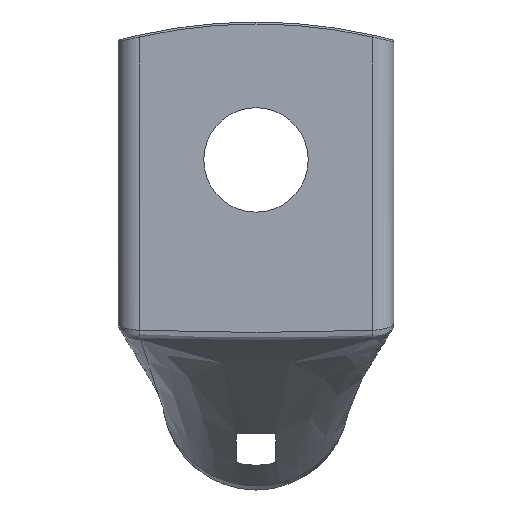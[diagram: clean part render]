
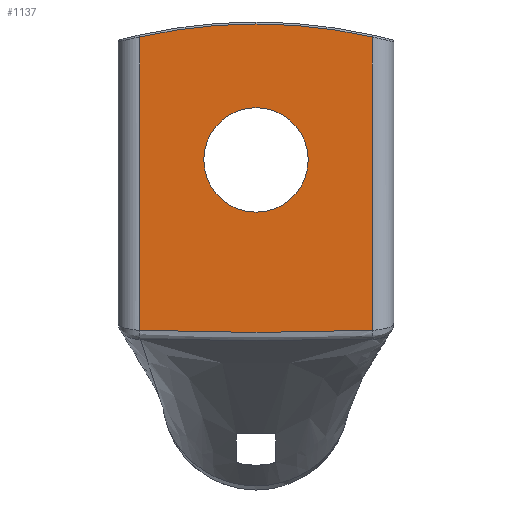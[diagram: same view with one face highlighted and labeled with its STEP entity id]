
A CAD part, front view. The second image highlights one B-rep face of the part: STEP entity #1137.
In plain terms, the highlighted planar face has unit normal (0, -1, 0).
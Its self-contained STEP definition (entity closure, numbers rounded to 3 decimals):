
#73 = CARTESIAN_POINT ( 'NONE',  ( -5.9, 0., -8.644 ) ) ;
#108 = DIRECTION ( 'NONE',  ( 0., -1., 0. ) ) ;
#114 = CARTESIAN_POINT ( 'NONE',  ( -5.839, 0., -8.65 ) ) ;
#164 = CARTESIAN_POINT ( 'NONE',  ( 5.9, 0., 6.24 ) ) ;
#194 = FACE_BOUND ( 'NONE', #2427, .T. ) ;
#247 = DIRECTION ( 'NONE',  ( 0., 1., 0. ) ) ;
#319 = ORIENTED_EDGE ( 'NONE', *, *, #362, .T. ) ;
#362 = EDGE_CURVE ( 'NONE', #1934, #3526, #2711, .T. ) ;
#395 = CARTESIAN_POINT ( 'NONE',  ( 3.934, 0., -8.707 ) ) ;
#415 = CARTESIAN_POINT ( 'NONE',  ( 5.286, 0., -8.667 ) ) ;
#471 = PLANE ( 'NONE',  #1352 ) ;
#481 = CARTESIAN_POINT ( 'NONE',  ( 0., 0., 0. ) ) ;
#509 = CARTESIAN_POINT ( 'NONE',  ( 0., 0., -19.809 ) ) ;
#574 = EDGE_CURVE ( 'NONE', #2509, #1734, #904, .T. ) ;
#592 = AXIS2_PLACEMENT_3D ( 'NONE', #2754, #108, #3352 ) ;
#604 = ORIENTED_EDGE ( 'NONE', *, *, #2393, .T. ) ;
#703 = CARTESIAN_POINT ( 'NONE',  ( -4.671, 0., -8.687 ) ) ;
#850 = VECTOR ( 'NONE', #3416, 1000. ) ;
#874 = CARTESIAN_POINT ( 'NONE',  ( 0., 0., 0. ) ) ;
#904 = CIRCLE ( 'NONE', #592, 26.709 ) ;
#937 = CARTESIAN_POINT ( 'NONE',  ( 5.777, 0., -8.65 ) ) ;
#977 = CARTESIAN_POINT ( 'NONE',  ( 5.839, 0., -8.65 ) ) ;
#997 = CARTESIAN_POINT ( 'NONE',  ( 5.9, 0., -8.644 ) ) ;
#1001 = CARTESIAN_POINT ( 'NONE',  ( 5.9, 0., -19.809 ) ) ;
#1015 = CARTESIAN_POINT ( 'NONE',  ( -3.442, 0., -8.719 ) ) ;
#1137 = ADVANCED_FACE ( 'NONE', ( #1336, #194 ), #471, .F. ) ;
#1217 = CARTESIAN_POINT ( 'NONE',  ( 4.917, 0., -8.679 ) ) ;
#1234 = CARTESIAN_POINT ( 'NONE',  ( -1.967, 0., -8.746 ) ) ;
#1276 = CARTESIAN_POINT ( 'NONE',  ( -0.984, 0., -8.755 ) ) ;
#1336 = FACE_OUTER_BOUND ( 'NONE', #1784, .T. ) ;
#1352 = AXIS2_PLACEMENT_3D ( 'NONE', #509, #2493, #1680 ) ;
#1354 = VERTEX_POINT ( 'NONE', #2319 ) ;
#1368 = DIRECTION ( 'NONE',  ( 0., 0., 1. ) ) ;
#1397 = VECTOR ( 'NONE', #2652, 1000. ) ;
#1493 = CARTESIAN_POINT ( 'NONE',  ( -5.9, 0., -19.809 ) ) ;
#1520 = ORIENTED_EDGE ( 'NONE', *, *, #2903, .T. ) ;
#1560 = CARTESIAN_POINT ( 'NONE',  ( 5.47, 0., -8.661 ) ) ;
#1573 = CIRCLE ( 'NONE', #2418, 2.65 ) ;
#1680 = DIRECTION ( 'NONE',  ( 0., 0., 1. ) ) ;
#1734 = VERTEX_POINT ( 'NONE', #3715 ) ;
#1767 = CARTESIAN_POINT ( 'NONE',  ( 0., 0., 2.65 ) ) ;
#1778 = LINE ( 'NONE', #1493, #1397 ) ;
#1784 = EDGE_LOOP ( 'NONE', ( #604, #319, #1520, #2978, #1835 ) ) ;
#1787 = CARTESIAN_POINT ( 'NONE',  ( -5.47, 0., -8.661 ) ) ;
#1808 = CIRCLE ( 'NONE', #2301, 26.709 ) ;
#1835 = ORIENTED_EDGE ( 'NONE', *, *, #2888, .T. ) ;
#1858 = CARTESIAN_POINT ( 'NONE',  ( -5.04, 0., -8.675 ) ) ;
#1908 = VERTEX_POINT ( 'NONE', #1767 ) ;
#1934 = VERTEX_POINT ( 'NONE', #2430 ) ;
#1946 = DIRECTION ( 'NONE',  ( 0., 0., 1. ) ) ;
#1974 = DIRECTION ( 'NONE',  ( 0., -1., 0. ) ) ;
#2052 = ORIENTED_EDGE ( 'NONE', *, *, #3563, .T. ) ;
#2055 = AXIS2_PLACEMENT_3D ( 'NONE', #874, #247, #1368 ) ;
#2174 = CIRCLE ( 'NONE', #2055, 2.65 ) ;
#2299 = ORIENTED_EDGE ( 'NONE', *, *, #3283, .T. ) ;
#2301 = AXIS2_PLACEMENT_3D ( 'NONE', #3587, #1974, #3127 ) ;
#2319 = CARTESIAN_POINT ( 'NONE',  ( -5.9, 0., 6.24 ) ) ;
#2369 = VERTEX_POINT ( 'NONE', #3229 ) ;
#2393 = EDGE_CURVE ( 'NONE', #1354, #1934, #1778, .T. ) ;
#2411 = CARTESIAN_POINT ( 'NONE',  ( -3.934, 0., -8.707 ) ) ;
#2418 = AXIS2_PLACEMENT_3D ( 'NONE', #481, #3388, #1946 ) ;
#2427 = EDGE_LOOP ( 'NONE', ( #2052, #2299 ) ) ;
#2430 = CARTESIAN_POINT ( 'NONE',  ( -5.9, 0., -8.644 ) ) ;
#2433 = CARTESIAN_POINT ( 'NONE',  ( -5.654, 0., -8.655 ) ) ;
#2493 = DIRECTION ( 'NONE',  ( 0., 1., 0. ) ) ;
#2509 = VERTEX_POINT ( 'NONE', #164 ) ;
#2652 = DIRECTION ( 'NONE',  ( 0., 0., -1. ) ) ;
#2711 = B_SPLINE_CURVE_WITH_KNOTS ( 'NONE', 3,
 ( #73, #114, #3528, #2433, #1787, #1858, #703, #2411, #1015, #1234, #1276, #2999, #3562, #3583, #395, #3277, #1217, #415, #1560, #3258, #937, #977, #997 ),
 .UNSPECIFIED., .F., .F.,
 ( 4, 2, 1, 1, 2, 2, 2, 2, 2, 2, 1, 2, 4 ),
 ( 0., 0., 0., 0.001, 0.001, 0.003, 0.006, 0.009, 0.01, 0.011, 0.011, 0.012, 0.012 ),
 .UNSPECIFIED. ) ;
#2754 = CARTESIAN_POINT ( 'NONE',  ( 0., 0., -19.809 ) ) ;
#2888 = EDGE_CURVE ( 'NONE', #1734, #1354, #1808, .T. ) ;
#2903 = EDGE_CURVE ( 'NONE', #3526, #2509, #3093, .T. ) ;
#2978 = ORIENTED_EDGE ( 'NONE', *, *, #574, .T. ) ;
#2999 = CARTESIAN_POINT ( 'NONE',  ( 0.984, 0., -8.755 ) ) ;
#3000 = CARTESIAN_POINT ( 'NONE',  ( 5.9, 0., -8.644 ) ) ;
#3093 = LINE ( 'NONE', #1001, #850 ) ;
#3127 = DIRECTION ( 'NONE',  ( 0., 0., 1. ) ) ;
#3229 = CARTESIAN_POINT ( 'NONE',  ( 0., 0., -2.65 ) ) ;
#3258 = CARTESIAN_POINT ( 'NONE',  ( 5.654, 0., -8.655 ) ) ;
#3277 = CARTESIAN_POINT ( 'NONE',  ( 4.671, 0., -8.687 ) ) ;
#3283 = EDGE_CURVE ( 'NONE', #1908, #2369, #1573, .T. ) ;
#3352 = DIRECTION ( 'NONE',  ( 0., 0., 1. ) ) ;
#3388 = DIRECTION ( 'NONE',  ( 0., 1., 0. ) ) ;
#3416 = DIRECTION ( 'NONE',  ( 0., 0., 1. ) ) ;
#3526 = VERTEX_POINT ( 'NONE', #3000 ) ;
#3528 = CARTESIAN_POINT ( 'NONE',  ( -5.777, 0., -8.65 ) ) ;
#3562 = CARTESIAN_POINT ( 'NONE',  ( 1.967, 0., -8.746 ) ) ;
#3563 = EDGE_CURVE ( 'NONE', #2369, #1908, #2174, .T. ) ;
#3583 = CARTESIAN_POINT ( 'NONE',  ( 3.442, 0., -8.719 ) ) ;
#3587 = CARTESIAN_POINT ( 'NONE',  ( 0., 0., -19.809 ) ) ;
#3715 = CARTESIAN_POINT ( 'NONE',  ( 0., 0., 6.9 ) ) ;
